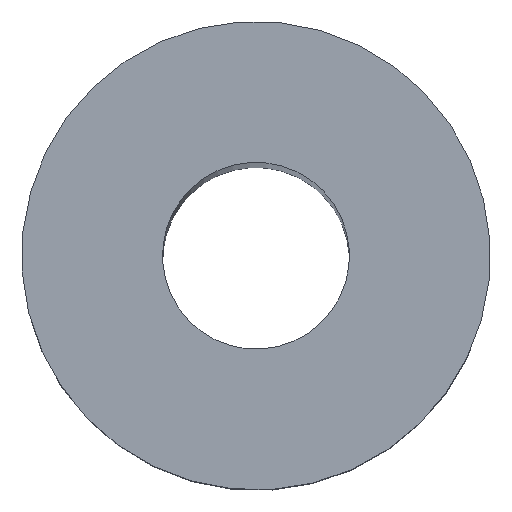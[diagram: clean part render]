
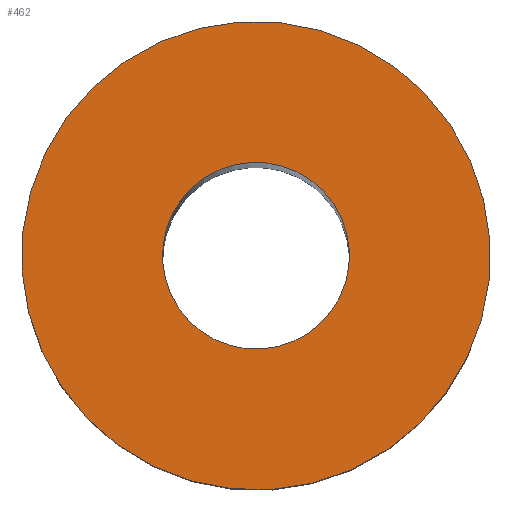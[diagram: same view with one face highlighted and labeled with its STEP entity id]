
A CAD part, front view. The second image highlights one B-rep face of the part: STEP entity #462.
In plain terms, the highlighted face is planar.
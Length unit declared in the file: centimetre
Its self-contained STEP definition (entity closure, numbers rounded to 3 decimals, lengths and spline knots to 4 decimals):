
#15 = CARTESIAN_POINT ( 'NONE',  ( -18.4015, -14.1685, 27.2281 ) ) ;
#22 = CARTESIAN_POINT ( 'NONE',  ( -18.4015, -14.1685, 27.2281 ) ) ;
#49 = DIRECTION ( 'NONE',  ( 0., 0., 1. ) ) ;
#61 = CIRCLE ( 'NONE', #497, 3.9809 ) ;
#95 = DIRECTION ( 'NONE',  ( 0., 1., 0. ) ) ;
#105 = CARTESIAN_POINT ( 'NONE',  ( -18.4015, -14.1685, 25.6406 ) ) ;
#126 = ORIENTED_EDGE ( 'NONE', *, *, #304, .T. ) ;
#143 = AXIS2_PLACEMENT_3D ( 'NONE', #158, #415, #165 ) ;
#147 = CARTESIAN_POINT ( 'NONE',  ( -18.4015, -14.1685, 31.2089 ) ) ;
#158 = CARTESIAN_POINT ( 'NONE',  ( -18.4015, -14.1685, 27.2281 ) ) ;
#165 = DIRECTION ( 'NONE',  ( 0., 0., 1. ) ) ;
#168 = VERTEX_POINT ( 'NONE', #147 ) ;
#200 = CARTESIAN_POINT ( 'NONE',  ( -18.4015, -14.1685, 27.2281 ) ) ;
#205 = FACE_BOUND ( 'NONE', #220, .T. ) ;
#211 = DIRECTION ( 'NONE',  ( -1., 0., 0. ) ) ;
#215 = CARTESIAN_POINT ( 'NONE',  ( -18.4015, -14.1685, 23.2472 ) ) ;
#217 = PLANE ( 'NONE',  #609 ) ;
#220 = EDGE_LOOP ( 'NONE', ( #375, #426 ) ) ;
#235 = EDGE_CURVE ( 'NONE', #417, #568, #314, .T. ) ;
#272 = CIRCLE ( 'NONE', #143, 3.9809 ) ;
#304 = EDGE_CURVE ( 'NONE', #482, #168, #61, .T. ) ;
#311 = DIRECTION ( 'NONE',  ( 0., 1., 0. ) ) ;
#314 = CIRCLE ( 'NONE', #649, 1.5875 ) ;
#340 = CIRCLE ( 'NONE', #422, 1.5875 ) ;
#345 = EDGE_LOOP ( 'NONE', ( #126, #490 ) ) ;
#356 = CARTESIAN_POINT ( 'NONE',  ( -18.4015, -14.1685, 27.2281 ) ) ;
#364 = DIRECTION ( 'NONE',  ( 0., 1., 0. ) ) ;
#375 = ORIENTED_EDGE ( 'NONE', *, *, #589, .F. ) ;
#405 = EDGE_CURVE ( 'NONE', #168, #482, #272, .T. ) ;
#415 = DIRECTION ( 'NONE',  ( 0., 1., 0. ) ) ;
#417 = VERTEX_POINT ( 'NONE', #105 ) ;
#422 = AXIS2_PLACEMENT_3D ( 'NONE', #22, #364, #615 ) ;
#426 = ORIENTED_EDGE ( 'NONE', *, *, #235, .F. ) ;
#462 = ADVANCED_FACE ( 'NONE', ( #205, #475 ), #217, .T. ) ;
#475 = FACE_OUTER_BOUND ( 'NONE', #345, .T. ) ;
#476 = CARTESIAN_POINT ( 'NONE',  ( -18.4015, -14.1685, 28.8156 ) ) ;
#482 = VERTEX_POINT ( 'NONE', #215 ) ;
#490 = ORIENTED_EDGE ( 'NONE', *, *, #405, .T. ) ;
#497 = AXIS2_PLACEMENT_3D ( 'NONE', #200, #95, #498 ) ;
#498 = DIRECTION ( 'NONE',  ( 0., 0., 1. ) ) ;
#553 = DIRECTION ( 'NONE',  ( 0., 1., 0. ) ) ;
#568 = VERTEX_POINT ( 'NONE', #476 ) ;
#589 = EDGE_CURVE ( 'NONE', #568, #417, #340, .T. ) ;
#609 = AXIS2_PLACEMENT_3D ( 'NONE', #15, #311, #211 ) ;
#615 = DIRECTION ( 'NONE',  ( 0., 0., 1. ) ) ;
#649 = AXIS2_PLACEMENT_3D ( 'NONE', #356, #553, #49 ) ;
